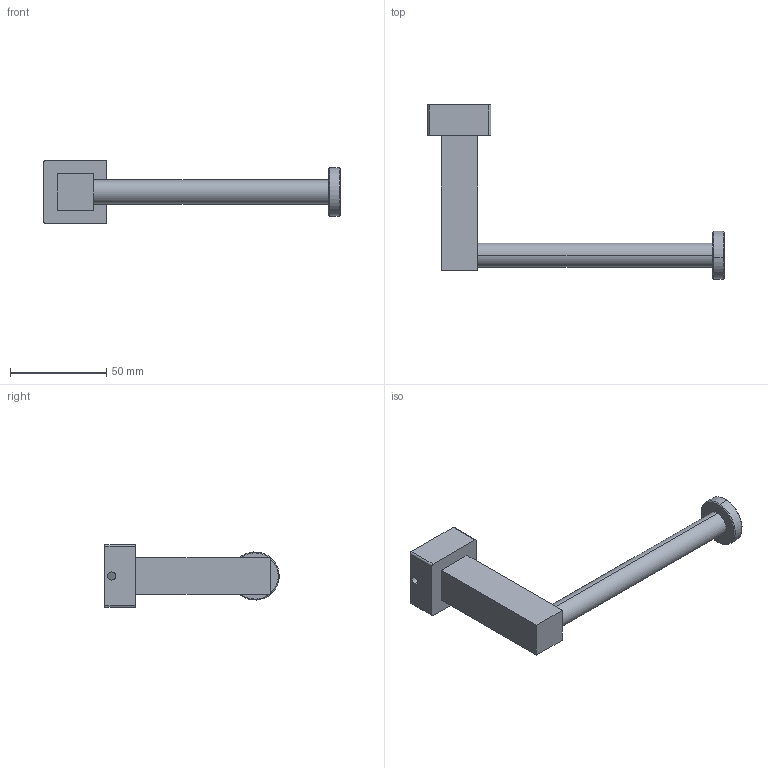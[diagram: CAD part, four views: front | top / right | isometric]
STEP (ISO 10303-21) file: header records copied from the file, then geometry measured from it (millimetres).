
FILE_DESCRIPTION (( 'STEP AP203' ), '1' );
FILE_NAME ('1590备用纸架.STEP', '2016-07-20T00:48:15', ( '雨林木风' ), ( 'WwW.YlmF.CoM' ), 'SwSTEP 2.0', 'SolidWorks 2012', '' );
FILE_SCHEMA (( 'CONFIG_CONTROL_DESIGN' ));
Length unit declared in the file: millimetre
Products named in the file (6): 1590掘蚚祧殤; 13翎祧殤傷裔; CJ掘蚚祧殤諉裝; CJ掘蚚祧殤芛; 15釱; 15假蚾え
Assembly tree (5 placements, depth 2):
  1590掘蚚祧殤
    15假蚾え
    15釱
    CJ掘蚚祧殤芛
    CJ掘蚚祧殤諉裝
    13翎祧殤傷裔
Bounding box: 153.85 x 90.47 x 32.7 mm (x, y, z)
Volume: 34380.3 mm3; surface area: 26591.3 mm2
Topology: 5 solids, 5 shells, 136 faces, 360 edges, 229 vertices
Faces by surface type: cylinder 62, plane 54, cone 20
Entity records: 5010 total; most frequent: CARTESIAN_POINT 905, DIRECTION 760, ORIENTED_EDGE 708, EDGE_CURVE 354, AXIS2_PLACEMENT_3D 284, VERTEX_POINT 229, VECTOR 192, LINE 192
